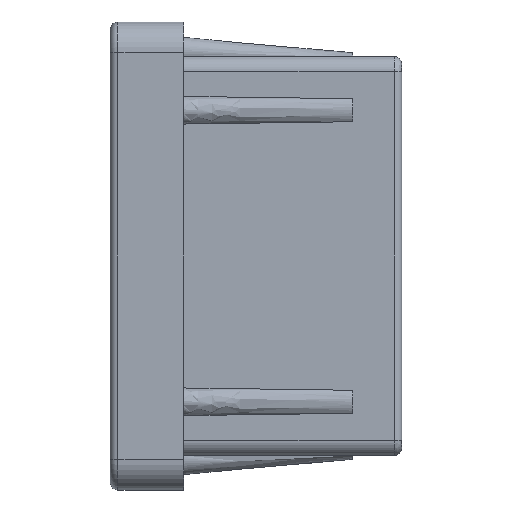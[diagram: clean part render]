
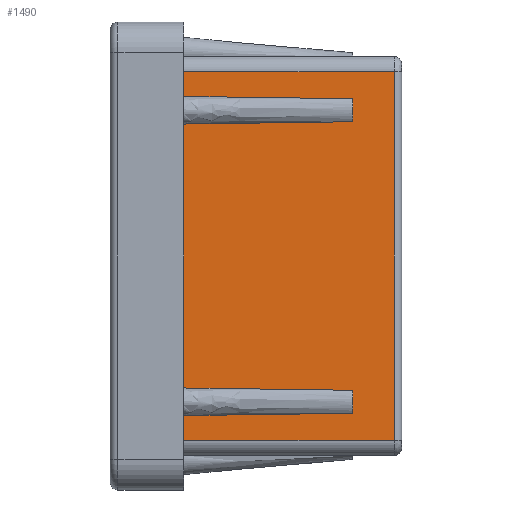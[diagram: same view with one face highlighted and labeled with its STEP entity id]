
A CAD part, left-side view. The second image highlights one B-rep face of the part: STEP entity #1490.
In plain terms, the highlighted planar face has unit normal (-1, 0, 0).
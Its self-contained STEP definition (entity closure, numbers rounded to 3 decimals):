
#51=PLANE('',#1595);
#97=LINE('',#2260,#229);
#101=LINE('',#2281,#233);
#102=LINE('',#2283,#234);
#103=LINE('',#2285,#235);
#104=LINE('',#2287,#236);
#105=LINE('',#2289,#237);
#106=LINE('',#2291,#238);
#107=LINE('',#2293,#239);
#108=LINE('',#2295,#240);
#109=LINE('',#2297,#241);
#110=LINE('',#2299,#242);
#111=LINE('',#2300,#243);
#229=VECTOR('',#1776,24.);
#233=VECTOR('',#1790,13.7);
#234=VECTOR('',#1791,1.6);
#235=VECTOR('',#1792,11.001);
#236=VECTOR('',#1793,1.5);
#237=VECTOR('',#1794,11.001);
#238=VECTOR('',#1795,17.2);
#239=VECTOR('',#1796,11.001);
#240=VECTOR('',#1797,1.5);
#241=VECTOR('',#1798,11.001);
#242=VECTOR('',#1799,1.6);
#243=VECTOR('',#1800,13.7);
#393=FACE_OUTER_BOUND('',#484,.T.);
#484=EDGE_LOOP('',(#1062,#1063,#1064,#1065,#1066,#1067,#1068,#1069,#1070,
#1071,#1072,#1073));
#673=VERTEX_POINT('',#2252);
#675=VERTEX_POINT('',#2258);
#678=VERTEX_POINT('',#2280);
#679=VERTEX_POINT('',#2282);
#680=VERTEX_POINT('',#2284);
#681=VERTEX_POINT('',#2286);
#682=VERTEX_POINT('',#2288);
#683=VERTEX_POINT('',#2290);
#684=VERTEX_POINT('',#2292);
#685=VERTEX_POINT('',#2294);
#686=VERTEX_POINT('',#2296);
#687=VERTEX_POINT('',#2298);
#823=EDGE_CURVE('',#675,#673,#97,.T.);
#830=EDGE_CURVE('',#678,#675,#101,.T.);
#831=EDGE_CURVE('',#679,#678,#102,.T.);
#832=EDGE_CURVE('',#679,#680,#103,.T.);
#833=EDGE_CURVE('',#680,#681,#104,.T.);
#834=EDGE_CURVE('',#681,#682,#105,.T.);
#835=EDGE_CURVE('',#683,#682,#106,.T.);
#836=EDGE_CURVE('',#683,#684,#107,.T.);
#837=EDGE_CURVE('',#684,#685,#108,.T.);
#838=EDGE_CURVE('',#685,#686,#109,.T.);
#839=EDGE_CURVE('',#687,#686,#110,.T.);
#840=EDGE_CURVE('',#673,#687,#111,.T.);
#1062=ORIENTED_EDGE('',*,*,#823,.F.);
#1063=ORIENTED_EDGE('',*,*,#830,.F.);
#1064=ORIENTED_EDGE('',*,*,#831,.F.);
#1065=ORIENTED_EDGE('',*,*,#832,.T.);
#1066=ORIENTED_EDGE('',*,*,#833,.T.);
#1067=ORIENTED_EDGE('',*,*,#834,.T.);
#1068=ORIENTED_EDGE('',*,*,#835,.F.);
#1069=ORIENTED_EDGE('',*,*,#836,.T.);
#1070=ORIENTED_EDGE('',*,*,#837,.T.);
#1071=ORIENTED_EDGE('',*,*,#838,.T.);
#1072=ORIENTED_EDGE('',*,*,#839,.F.);
#1073=ORIENTED_EDGE('',*,*,#840,.F.);
#1490=ADVANCED_FACE('',(#393),#51,.T.);
#1595=AXIS2_PLACEMENT_3D('',#2279,#1788,#1789);
#1776=DIRECTION('',(0.,0.,-1.));
#1788=DIRECTION('center_axis',(-1.,0.,0.));
#1789=DIRECTION('ref_axis',(0.,-1.,0.));
#1790=DIRECTION('',(0.,-1.,0.));
#1791=DIRECTION('',(0.,0.,1.));
#1792=DIRECTION('',(0.,-1.,-0.014));
#1793=DIRECTION('',(0.,0.,-1.));
#1794=DIRECTION('',(0.,1.,-0.014));
#1795=DIRECTION('',(0.,0.,1.));
#1796=DIRECTION('',(0.,-1.,-0.014));
#1797=DIRECTION('',(0.,0.,-1.));
#1798=DIRECTION('',(0.,1.,-0.014));
#1799=DIRECTION('',(0.,0.,1.));
#1800=DIRECTION('',(0.,1.,0.));
#2252=CARTESIAN_POINT('',(0.,0.5,-12.));
#2258=CARTESIAN_POINT('',(0.,0.5,12.));
#2260=CARTESIAN_POINT('',(0.,0.5,0.));
#2279=CARTESIAN_POINT('Origin',(0.,14.2,0.));
#2280=CARTESIAN_POINT('',(0.,14.2,12.));
#2281=CARTESIAN_POINT('',(0.,10.65,12.));
#2282=CARTESIAN_POINT('',(0.,14.2,10.4));
#2283=CARTESIAN_POINT('',(0.,14.2,0.));
#2284=CARTESIAN_POINT('',(0.,3.2,10.25));
#2285=CARTESIAN_POINT('',(0.,14.2,10.4));
#2286=CARTESIAN_POINT('',(0.,3.2,8.75));
#2287=CARTESIAN_POINT('',(0.,3.2,4.75));
#2288=CARTESIAN_POINT('',(0.,14.2,8.6));
#2289=CARTESIAN_POINT('',(0.,14.2,8.6));
#2290=CARTESIAN_POINT('',(0.,14.2,-8.6));
#2291=CARTESIAN_POINT('',(0.,14.2,0.));
#2292=CARTESIAN_POINT('',(0.,3.2,-8.75));
#2293=CARTESIAN_POINT('',(0.,14.2,-8.6));
#2294=CARTESIAN_POINT('',(0.,3.2,-10.25));
#2295=CARTESIAN_POINT('',(0.,3.2,-4.75));
#2296=CARTESIAN_POINT('',(0.,14.2,-10.4));
#2297=CARTESIAN_POINT('',(0.,14.2,-10.4));
#2298=CARTESIAN_POINT('',(0.,14.2,-12.));
#2299=CARTESIAN_POINT('',(0.,14.2,0.));
#2300=CARTESIAN_POINT('',(0.,10.65,-12.));
